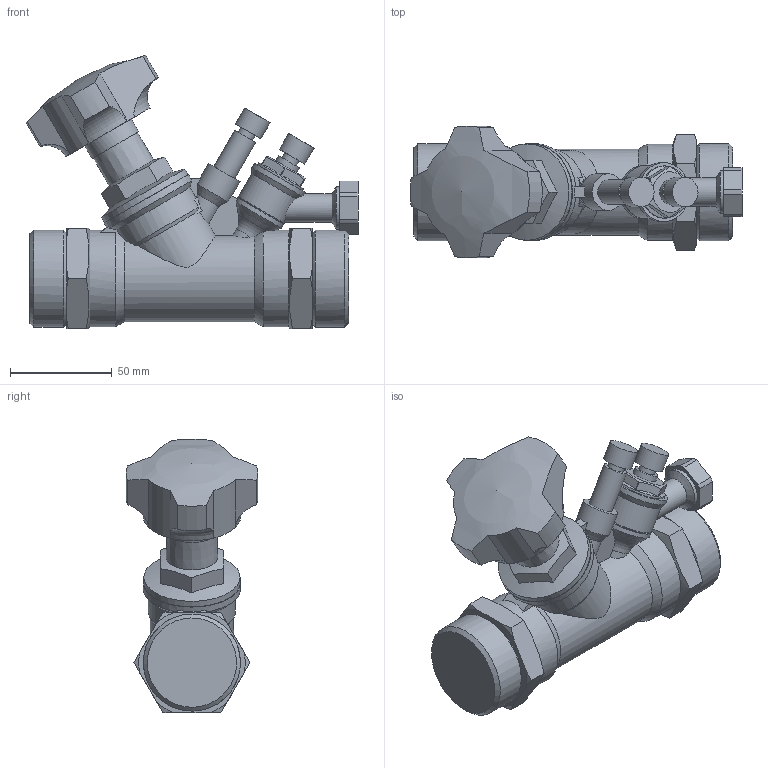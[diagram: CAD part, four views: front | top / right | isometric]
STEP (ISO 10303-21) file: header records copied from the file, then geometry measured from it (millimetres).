
FILE_DESCRIPTION(/* description */ ('Unknown'),/* implementation_level */ '2;1');
FILE_NAME(/* name */ 'STADA DN32',/* time_stamp */ '2018-03-14T10:41:28+01:00',/* author */ ('Unknown'),/* organization */ ('Unknown'),/* preprocessor_version */ 'ST-DEVELOPER v16.7',/* originating_system */ 'DEX',/* authorisation */ $);
FILE_SCHEMA (('AUTOMOTIVE_DESIGN {1 0 10303 214 3 1 1}'));
Length unit declared in the file: millimetre
Products named in the file (1): STADA DN32
Bounding box: 163.47 x 64.91 x 134.78 mm (x, y, z)
Volume: 428097 mm3; surface area: 53620.5 mm2
Topology: 1 solids, 1 shells, 163 faces, 442 edges, 293 vertices
Faces by surface type: plane 71, cylinder 49, cone 36, torus 6, sphere 1
Full cylindrical faces by diameter (mm): 8.2 x2, 11.935 x2, 14 x1, 14.5 x2, 18 x1, 19 x1, 20.955 x1, 25.8 x1, 26 x2, 26.5 x1, 29 x1, 47.5 x2, 47.8 x2, 48 x1
Entity records: 9037 total; most frequent: CARTESIAN_POINT 5293, ORIENTED_EDGE 762, DIRECTION 740, EDGE_CURVE 381, AXIS2_PLACEMENT_3D 308, VERTEX_POINT 266, EDGE_LOOP 211, FACE_BOUND 211
